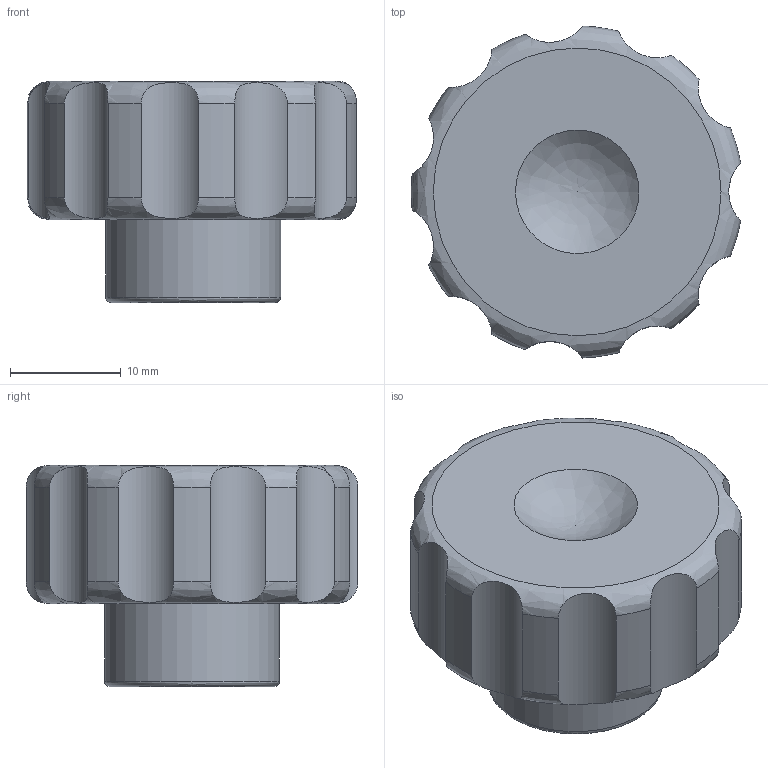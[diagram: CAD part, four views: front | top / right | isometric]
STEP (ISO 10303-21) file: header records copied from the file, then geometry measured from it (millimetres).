
FILE_DESCRIPTION(('STEP AP203'),'2;1');
FILE_NAME('80VO00002.stp','2011-09-08T18:05:50',(''),(''),'2009.3.110','THINKDESIGN','');
FILE_SCHEMA(('CONFIG_CONTROL_DESIGN'));
Length unit declared in the file: millimetre
Bounding box: 29.76 x 29.98 x 20 mm (x, y, z)
Volume: 9287.3 mm3; surface area: 2961.3 mm2
Topology: 1 solids, 1 shells, 32 faces, 91 edges, 63 vertices
Faces by surface type: cylinder 24, plane 4, bspline 4
Full cylindrical faces by diameter (mm): 5.5 x1, 15.8 x1
Entity records: 2244 total; most frequent: CARTESIAN_POINT 1329, ORIENTED_EDGE 180, DIRECTION 164, EDGE_CURVE 90, AXIS2_PLACEMENT_3D 70, VERTEX_POINT 63, CIRCLE 42, EDGE_LOOP 35
